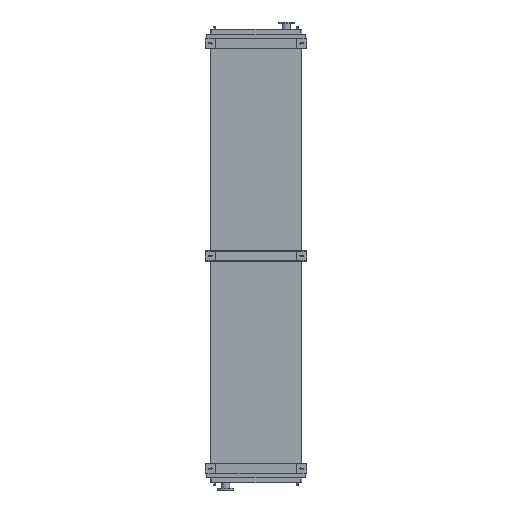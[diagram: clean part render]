
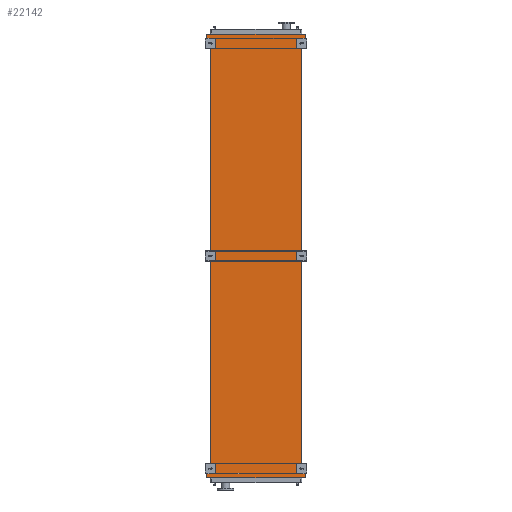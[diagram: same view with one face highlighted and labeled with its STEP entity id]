
A CAD part, front view. The second image highlights one B-rep face of the part: STEP entity #22142.
In plain terms, the highlighted planar face has unit normal (0, -1, 0).
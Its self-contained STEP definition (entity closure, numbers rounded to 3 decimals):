
#140 = LINE ( 'NONE', #12954, #20200 ) ;
#806 = ORIENTED_EDGE ( 'NONE', *, *, #4340, .F. ) ;
#1009 = CARTESIAN_POINT ( 'NONE',  ( 651., 0., -5745. ) ) ;
#1478 = CARTESIAN_POINT ( 'NONE',  ( 651., 0., 95. ) ) ;
#1899 = VERTEX_POINT ( 'NONE', #29254 ) ;
#1903 = LINE ( 'NONE', #27588, #28307 ) ;
#2089 = ORIENTED_EDGE ( 'NONE', *, *, #10283, .F. ) ;
#2403 = CARTESIAN_POINT ( 'NONE',  ( 651., 0., 53. ) ) ;
#3095 = LINE ( 'NONE', #31482, #16218 ) ;
#3344 = ORIENTED_EDGE ( 'NONE', *, *, #29367, .F. ) ;
#3777 = CARTESIAN_POINT ( 'NONE',  ( -605., 0., -5650. ) ) ;
#3906 = AXIS2_PLACEMENT_3D ( 'NONE', #12118, #12006, #12001 ) ;
#4126 = CARTESIAN_POINT ( 'NONE',  ( 651., 0., -5703. ) ) ;
#4340 = EDGE_CURVE ( 'NONE', #15735, #22664, #13321, .T. ) ;
#5216 = EDGE_LOOP ( 'NONE', ( #13014, #17224, #26253, #6663, #15280, #2089, #31154, #806, #14913, #23201, #3344, #20443 ) ) ;
#5887 = CARTESIAN_POINT ( 'NONE',  ( -651., 0., -5703. ) ) ;
#6279 = VERTEX_POINT ( 'NONE', #15374 ) ;
#6663 = ORIENTED_EDGE ( 'NONE', *, *, #22060, .F. ) ;
#7161 = VERTEX_POINT ( 'NONE', #4126 ) ;
#7315 = LINE ( 'NONE', #13633, #26819 ) ;
#7362 = DIRECTION ( 'NONE',  ( 0., 0., 1. ) ) ;
#7411 = VERTEX_POINT ( 'NONE', #1478 ) ;
#8297 = CARTESIAN_POINT ( 'NONE',  ( 605., 0., -5650. ) ) ;
#8419 = DIRECTION ( 'NONE',  ( 0., 0., 1. ) ) ;
#8602 = LINE ( 'NONE', #20276, #23015 ) ;
#9402 = LINE ( 'NONE', #31920, #22136 ) ;
#9836 = CARTESIAN_POINT ( 'NONE',  ( -651., 0., -5745. ) ) ;
#10283 = EDGE_CURVE ( 'NONE', #23188, #26571, #9402, .T. ) ;
#12001 = DIRECTION ( 'NONE',  ( 0., 0., -1. ) ) ;
#12006 = DIRECTION ( 'NONE',  ( 0., -1., 0. ) ) ;
#12074 = VERTEX_POINT ( 'NONE', #23391 ) ;
#12118 = CARTESIAN_POINT ( 'NONE',  ( -605., 0., -5650. ) ) ;
#12217 = PLANE ( 'NONE',  #3906 ) ;
#12336 = LINE ( 'NONE', #17164, #25669 ) ;
#12638 = LINE ( 'NONE', #13165, #31849 ) ;
#12954 = CARTESIAN_POINT ( 'NONE',  ( -651., 0., 53. ) ) ;
#13014 = ORIENTED_EDGE ( 'NONE', *, *, #28455, .T. ) ;
#13062 = DIRECTION ( 'NONE',  ( 0., 0., 1. ) ) ;
#13153 = DIRECTION ( 'NONE',  ( 1., 0., 0. ) ) ;
#13165 = CARTESIAN_POINT ( 'NONE',  ( -651., 0., 95. ) ) ;
#13321 = LINE ( 'NONE', #22259, #25822 ) ;
#13633 = CARTESIAN_POINT ( 'NONE',  ( -605., 0., -5650. ) ) ;
#13651 = DIRECTION ( 'NONE',  ( 0., 0., 1. ) ) ;
#13913 = DIRECTION ( 'NONE',  ( 0.655, 0., -0.755 ) ) ;
#14913 = ORIENTED_EDGE ( 'NONE', *, *, #29232, .F. ) ;
#15280 = ORIENTED_EDGE ( 'NONE', *, *, #29106, .F. ) ;
#15374 = CARTESIAN_POINT ( 'NONE',  ( 605., 0., 0. ) ) ;
#15425 = CARTESIAN_POINT ( 'NONE',  ( -651., 0., 53. ) ) ;
#15477 = LINE ( 'NONE', #20273, #21394 ) ;
#15735 = VERTEX_POINT ( 'NONE', #5887 ) ;
#16218 = VECTOR ( 'NONE', #28839, 1000. ) ;
#17164 = CARTESIAN_POINT ( 'NONE',  ( 651., 0., -5703. ) ) ;
#17224 = ORIENTED_EDGE ( 'NONE', *, *, #28842, .F. ) ;
#17825 = LINE ( 'NONE', #9836, #29331 ) ;
#19126 = DIRECTION ( 'NONE',  ( -0.655, 0., -0.755 ) ) ;
#19853 = VERTEX_POINT ( 'NONE', #1009 ) ;
#20200 = VECTOR ( 'NONE', #13062, 1000. ) ;
#20273 = CARTESIAN_POINT ( 'NONE',  ( 651., 0., 95. ) ) ;
#20276 = CARTESIAN_POINT ( 'NONE',  ( 651., 0., 53. ) ) ;
#20443 = ORIENTED_EDGE ( 'NONE', *, *, #29530, .F. ) ;
#21394 = VECTOR ( 'NONE', #23598, 1000. ) ;
#22060 = EDGE_CURVE ( 'NONE', #12074, #7411, #12638, .T. ) ;
#22136 = VECTOR ( 'NONE', #31836, 1000. ) ;
#22142 = ADVANCED_FACE ( 'NONE', ( #29931 ), #12217, .T. ) ;
#22259 = CARTESIAN_POINT ( 'NONE',  ( -651., 0., -5703. ) ) ;
#22415 = CARTESIAN_POINT ( 'NONE',  ( -605., 0., 0. ) ) ;
#22509 = DIRECTION ( 'NONE',  ( 0.655, 0., 0.755 ) ) ;
#22664 = VERTEX_POINT ( 'NONE', #3777 ) ;
#23015 = VECTOR ( 'NONE', #19126, 1000. ) ;
#23188 = VERTEX_POINT ( 'NONE', #22415 ) ;
#23201 = ORIENTED_EDGE ( 'NONE', *, *, #29238, .F. ) ;
#23391 = CARTESIAN_POINT ( 'NONE',  ( -651., 0., 95. ) ) ;
#23598 = DIRECTION ( 'NONE',  ( 0., 0., -1. ) ) ;
#24447 = VECTOR ( 'NONE', #13913, 1000. ) ;
#24583 = VERTEX_POINT ( 'NONE', #8297 ) ;
#24942 = VERTEX_POINT ( 'NONE', #2403 ) ;
#25150 = DIRECTION ( 'NONE',  ( 0., 0., -1. ) ) ;
#25409 = EDGE_CURVE ( 'NONE', #22664, #23188, #7315, .T. ) ;
#25669 = VECTOR ( 'NONE', #25150, 1000. ) ;
#25822 = VECTOR ( 'NONE', #22509, 1000. ) ;
#26253 = ORIENTED_EDGE ( 'NONE', *, *, #28847, .F. ) ;
#26571 = VERTEX_POINT ( 'NONE', #15425 ) ;
#26819 = VECTOR ( 'NONE', #13651, 1000. ) ;
#27411 = CARTESIAN_POINT ( 'NONE',  ( 605., 0., -5650. ) ) ;
#27588 = CARTESIAN_POINT ( 'NONE',  ( 605., 0., -5650. ) ) ;
#28307 = VECTOR ( 'NONE', #7362, 1000. ) ;
#28455 = EDGE_CURVE ( 'NONE', #24583, #6279, #1903, .T. ) ;
#28839 = DIRECTION ( 'NONE',  ( -1., 0., 0. ) ) ;
#28842 = EDGE_CURVE ( 'NONE', #24942, #6279, #8602, .T. ) ;
#28847 = EDGE_CURVE ( 'NONE', #7411, #24942, #15477, .T. ) ;
#29106 = EDGE_CURVE ( 'NONE', #26571, #12074, #140, .T. ) ;
#29232 = EDGE_CURVE ( 'NONE', #1899, #15735, #17825, .T. ) ;
#29238 = EDGE_CURVE ( 'NONE', #19853, #1899, #3095, .T. ) ;
#29254 = CARTESIAN_POINT ( 'NONE',  ( -651., 0., -5745. ) ) ;
#29331 = VECTOR ( 'NONE', #8419, 1000. ) ;
#29367 = EDGE_CURVE ( 'NONE', #7161, #19853, #12336, .T. ) ;
#29530 = EDGE_CURVE ( 'NONE', #24583, #7161, #31265, .T. ) ;
#29931 = FACE_OUTER_BOUND ( 'NONE', #5216, .T. ) ;
#31154 = ORIENTED_EDGE ( 'NONE', *, *, #25409, .F. ) ;
#31265 = LINE ( 'NONE', #27411, #24447 ) ;
#31482 = CARTESIAN_POINT ( 'NONE',  ( 651., 0., -5745. ) ) ;
#31836 = DIRECTION ( 'NONE',  ( -0.655, 0., 0.755 ) ) ;
#31849 = VECTOR ( 'NONE', #13153, 1000. ) ;
#31920 = CARTESIAN_POINT ( 'NONE',  ( -605., 0., 0. ) ) ;
